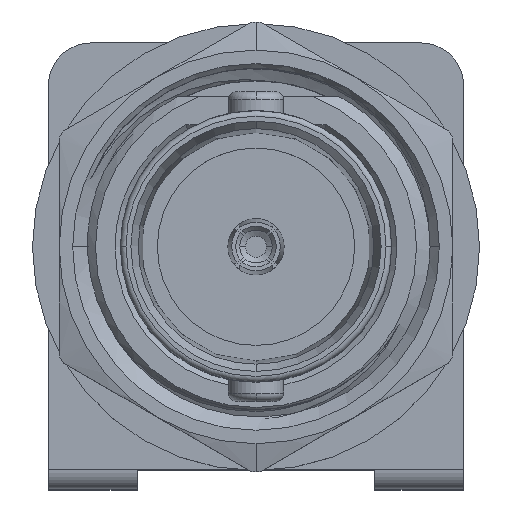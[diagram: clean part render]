
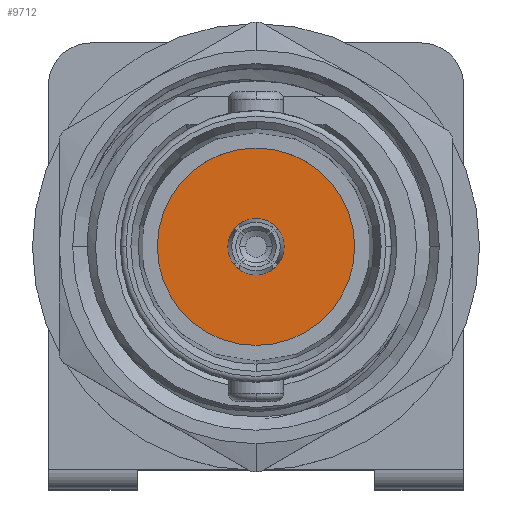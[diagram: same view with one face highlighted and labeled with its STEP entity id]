
A CAD part, top view. The second image highlights one B-rep face of the part: STEP entity #9712.
In plain terms, the highlighted planar face has unit normal (0, 0, 1).
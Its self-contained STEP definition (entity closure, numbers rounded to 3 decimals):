
#1512=CARTESIAN_POINT('',(0.,0.,-8.87));
#1513=DIRECTION('',(0.,0.,1.));
#1514=DIRECTION('',(-1.,0.,0.));
#1515=AXIS2_PLACEMENT_3D('',#1512,#1513,#1514);
#1517=CARTESIAN_POINT('',(0.,0.,-8.87));
#1518=DIRECTION('',(0.,0.,1.));
#1519=DIRECTION('',(1.,0.,0.));
#1520=AXIS2_PLACEMENT_3D('',#1517,#1518,#1519);
#1522=CARTESIAN_POINT('',(0.,0.,-8.87));
#1523=DIRECTION('',(0.,0.,-1.));
#1524=DIRECTION('',(1.,0.,0.));
#1525=AXIS2_PLACEMENT_3D('',#1522,#1523,#1524);
#1527=CARTESIAN_POINT('',(0.,0.,-8.87));
#1528=DIRECTION('',(0.,0.,-1.));
#1529=DIRECTION('',(-1.,0.,0.));
#1530=AXIS2_PLACEMENT_3D('',#1527,#1528,#1529);
#7294=CARTESIAN_POINT('',(3.51,0.,-8.87));
#7295=VERTEX_POINT('',#7294);
#7296=CARTESIAN_POINT('',(-3.51,0.,-8.87));
#7297=VERTEX_POINT('',#7296);
#7449=CARTESIAN_POINT('',(-0.8,0.,-8.87));
#7450=CARTESIAN_POINT('',(0.8,0.,-8.87));
#7451=VERTEX_POINT('',#7449);
#7452=VERTEX_POINT('',#7450);
#9696=CARTESIAN_POINT('',(0.,2.088,-8.87));
#9697=DIRECTION('',(0.,0.,-1.));
#9698=DIRECTION('',(0.,-1.,0.));
#9699=AXIS2_PLACEMENT_3D('',#9696,#9697,#9698);
#9700=PLANE('',#9699);
#9701=ORIENTED_EDGE('',*,*,#9686,.F.);
#9703=ORIENTED_EDGE('',*,*,#9702,.F.);
#9704=EDGE_LOOP('',(#9701,#9703));
#9705=FACE_OUTER_BOUND('',#9704,.F.);
#9707=ORIENTED_EDGE('',*,*,#9706,.F.);
#9709=ORIENTED_EDGE('',*,*,#9708,.F.);
#9710=EDGE_LOOP('',(#9707,#9709));
#9711=FACE_BOUND('',#9710,.F.);
#9712=ADVANCED_FACE('',(#9705,#9711),#9700,.F.);
#1516=CIRCLE('',#1515,3.51);
#1521=CIRCLE('',#1520,3.51);
#1526=CIRCLE('',#1525,0.8);
#1531=CIRCLE('',#1530,0.8);
#9686=EDGE_CURVE('',#7297,#7295,#1516,.T.);
#9702=EDGE_CURVE('',#7295,#7297,#1521,.T.);
#9706=EDGE_CURVE('',#7452,#7451,#1526,.T.);
#9708=EDGE_CURVE('',#7451,#7452,#1531,.T.);
